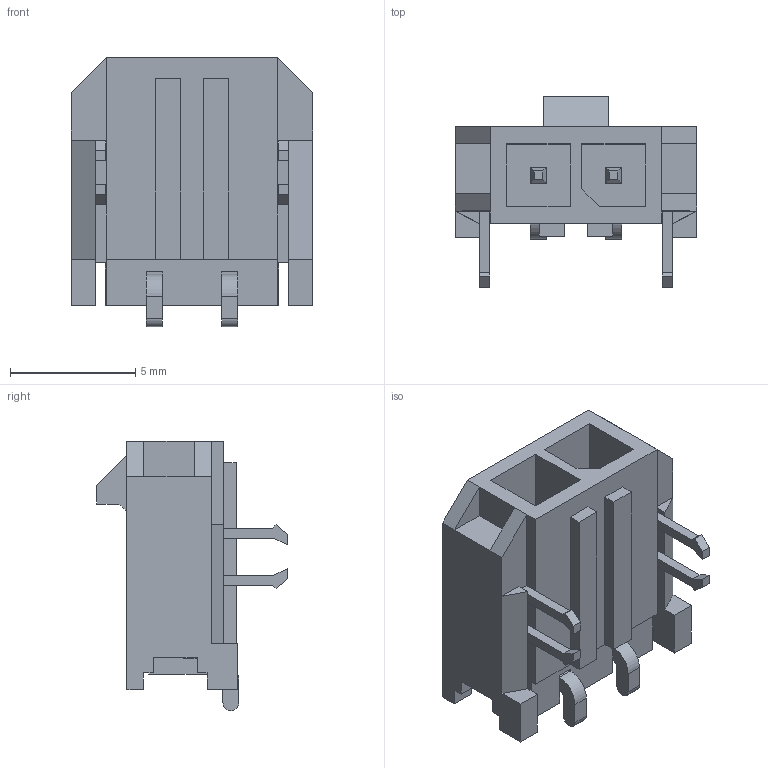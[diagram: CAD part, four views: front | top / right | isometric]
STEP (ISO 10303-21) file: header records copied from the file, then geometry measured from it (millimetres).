
FILE_DESCRIPTION(('STEP AP242'),'1');
FILE_NAME('43650-0210.stp','2022-12-30T17:12:46',('TraceParts'),('TraceParts S.A.'),'Spatial InterOp 3D',' ',' ');
FILE_SCHEMA(('AP242_MANAGED_MODEL_BASED_3D_ENGINEERING_MIM_LF {1 0 10303 442 1 1 4}'));
Length unit declared in the file: millimetre
Products named in the file (1): 43650-0210_1
Bounding box: 9.65 x 7.61 x 10.74 mm (x, y, z)
Volume: 254.2 mm3; surface area: 606 mm2
Topology: 2 solids, 2 shells, 210 faces, 583 edges, 390 vertices
Faces by surface type: plane 201, cylinder 9
Entity records: 6579 total; most frequent: CARTESIAN_POINT 1162, ORIENTED_EDGE 1142, DIRECTION 1039, EDGE_CURVE 571, LINE 553, VECTOR 553, VERTEX_POINT 366, AXIS2_PLACEMENT_3D 243
